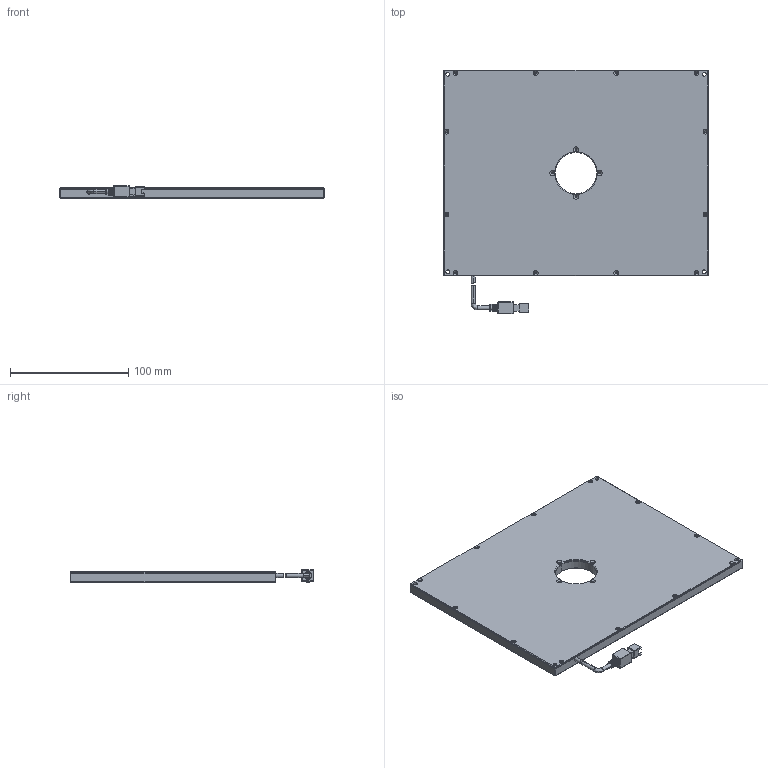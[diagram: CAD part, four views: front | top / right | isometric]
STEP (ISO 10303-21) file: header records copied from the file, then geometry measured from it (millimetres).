
FILE_DESCRIPTION (( 'STEP AP214' ), '1' );
FILE_NAME ('660602-B.STEP', '2019-03-22T01:13:46', ( '' ), ( '' ), 'SwSTEP 2.0', 'SolidWorks 2016', '' );
FILE_SCHEMA (( 'AUTOMOTIVE_DESIGN' ));
Length unit declared in the file: millimetre
Products named in the file (1): 660602-B
Bounding box: 224 x 205.99 x 10.85 mm (x, y, z)
Volume: 216981.2 mm3; surface area: 185430.4 mm2
Topology: 10 solids, 10 shells, 1145 faces, 2848 edges, 1825 vertices
Faces by surface type: plane 820, cylinder 168, bspline 79, cone 78
Entity records: 45743 total; most frequent: CARTESIAN_POINT 7212, ORIENTED_EDGE 5622, DIRECTION 5213, EDGE_CURVE 2811, VECTOR 2241, LINE 2241, VERTEX_POINT 1825, AXIS2_PLACEMENT_3D 1486
